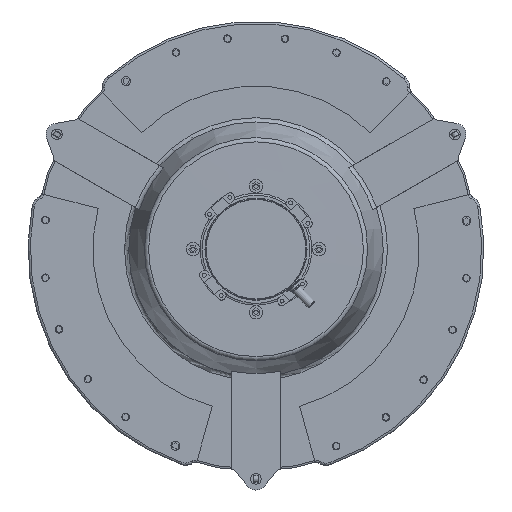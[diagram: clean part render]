
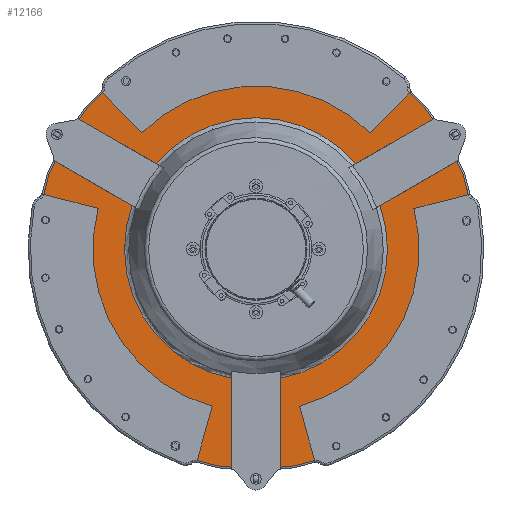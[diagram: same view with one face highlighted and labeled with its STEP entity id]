
A CAD part, left-side view. The second image highlights one B-rep face of the part: STEP entity #12166.
In plain terms, the highlighted planar face has unit normal (-1, 0, 0).
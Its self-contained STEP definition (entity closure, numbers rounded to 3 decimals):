
#2565=FACE_BOUND('',#3824,.T.);
#3051=FACE_OUTER_BOUND('',#3823,.T.);
#3823=EDGE_LOOP('',(#8905));
#3824=EDGE_LOOP('',(#8906));
#4527=CIRCLE('',#12856,297.204);
#4534=CIRCLE('',#12871,497.084);
#5233=VERTEX_POINT('',#21500);
#5257=VERTEX_POINT('',#21596);
#6600=EDGE_CURVE('',#5233,#5233,#4527,.T.);
#6631=EDGE_CURVE('',#5257,#5257,#4534,.T.);
#8905=ORIENTED_EDGE('',*,*,#6631,.F.);
#8906=ORIENTED_EDGE('',*,*,#6600,.F.);
#11357=PLANE('',#12870);
#12166=ADVANCED_FACE('',(#3051,#2565),#11357,.T.);
#12856=AXIS2_PLACEMENT_3D('',#21501,#14116,#14117);
#12870=AXIS2_PLACEMENT_3D('',#21595,#14155,#14156);
#12871=AXIS2_PLACEMENT_3D('',#21597,#14157,#14158);
#14116=DIRECTION('center_axis',(-1.,0.,0.));
#14117=DIRECTION('ref_axis',(0.,0.,1.));
#14155=DIRECTION('center_axis',(-1.,0.,0.));
#14156=DIRECTION('ref_axis',(0.,0.,1.));
#14157=DIRECTION('center_axis',(1.,0.,0.));
#14158=DIRECTION('ref_axis',(0.,0.,-1.));
#21500=CARTESIAN_POINT('',(-64.612,0.,-297.204));
#21501=CARTESIAN_POINT('Origin',(-64.612,0.,0.));
#21595=CARTESIAN_POINT('Origin',(-64.612,0.,-497.084));
#21596=CARTESIAN_POINT('',(-64.612,0.,-497.084));
#21597=CARTESIAN_POINT('Origin',(-64.612,0.,0.));
